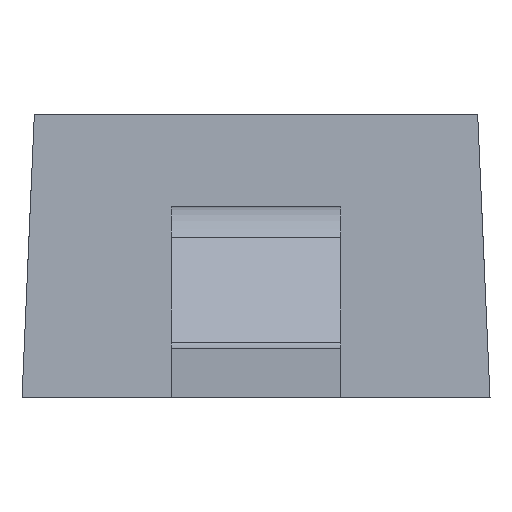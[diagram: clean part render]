
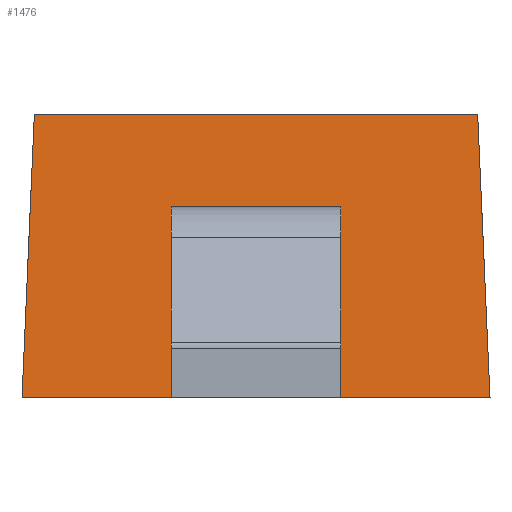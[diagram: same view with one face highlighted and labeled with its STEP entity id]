
A CAD part, left-side view. The second image highlights one B-rep face of the part: STEP entity #1476.
In plain terms, the highlighted planar face has unit normal (-0.999, 0, 0.043).
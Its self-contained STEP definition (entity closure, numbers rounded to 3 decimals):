
#1196=CARTESIAN_POINT('',(-0.465,0.9,1.15));
#1197=VERTEX_POINT('',#1196);
#1204=CARTESIAN_POINT('',(-0.465,-0.9,1.15));
#1205=VERTEX_POINT('',#1204);
#1206=CARTESIAN_POINT('',(-0.465,-0.9,1.15));
#1207=DIRECTION('',(0.0,1.0,0.0));
#1208=VECTOR('',#1207,1.8);
#1209=LINE('',#1206,#1208);
#1210=EDGE_CURVE('',#1205,#1197,#1209,.T.);
#1412=CARTESIAN_POINT('',(-0.515,-0.95,0.0));
#1413=VERTEX_POINT('',#1412);
#1414=CARTESIAN_POINT('',(-0.465,-0.9,1.15));
#1415=DIRECTION('',(-0.043,-0.043,-0.998));
#1416=VECTOR('',#1415,1.152);
#1417=LINE('',#1414,#1416);
#1418=EDGE_CURVE('',#1205,#1413,#1417,.T.);
#1453=CARTESIAN_POINT('',(-0.49,-0.475,0.575));
#1454=DIRECTION('',(-0.999,0.0,0.043));
#1455=DIRECTION('',(0.043,0.0,0.999));
#1456=AXIS2_PLACEMENT_3D('',#1453,#1454,#1455);
#1457=PLANE('',#1456);
#1458=ORIENTED_EDGE('',*,*,#1210,.T.);
#1459=CARTESIAN_POINT('',(-0.515,0.95,0.0));
#1460=VERTEX_POINT('',#1459);
#1461=CARTESIAN_POINT('',(-0.465,0.9,1.15));
#1462=DIRECTION('',(-0.043,0.043,-0.998));
#1463=VECTOR('',#1462,1.152);
#1464=LINE('',#1461,#1463);
#1465=EDGE_CURVE('',#1197,#1460,#1464,.T.);
#1466=ORIENTED_EDGE('',*,*,#1465,.T.);
#1467=CARTESIAN_POINT('',(-0.515,0.95,0.0));
#1468=DIRECTION('',(0.0,-1.0,0.0));
#1469=VECTOR('',#1468,1.9);
#1470=LINE('',#1467,#1469);
#1471=EDGE_CURVE('',#1460,#1413,#1470,.T.);
#1472=ORIENTED_EDGE('',*,*,#1471,.T.);
#1473=ORIENTED_EDGE('',*,*,#1418,.F.);
#1474=EDGE_LOOP('',(#1458,#1466,#1472,#1473));
#1475=FACE_OUTER_BOUND('',#1474,.T.);
#1476=ADVANCED_FACE('',(#1475),#1457,.T.);
